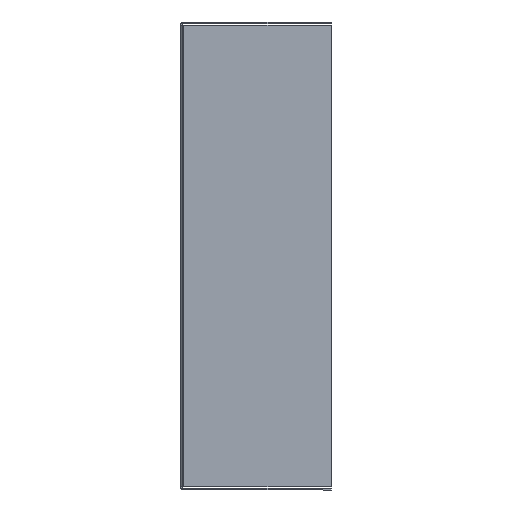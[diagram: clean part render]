
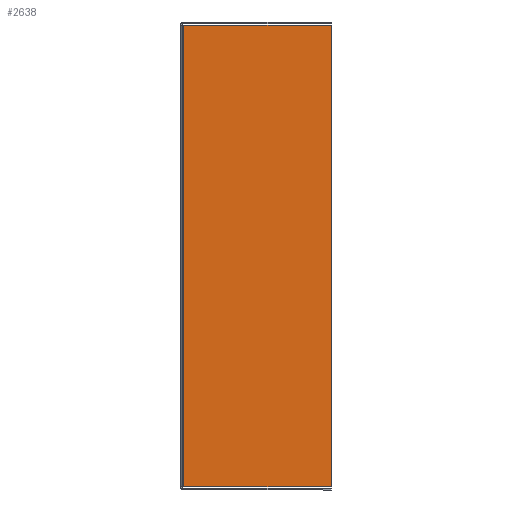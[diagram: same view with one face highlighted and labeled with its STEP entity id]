
A CAD part, left-side view. The second image highlights one B-rep face of the part: STEP entity #2638.
In plain terms, the highlighted planar face has unit normal (-1, 0, 0).
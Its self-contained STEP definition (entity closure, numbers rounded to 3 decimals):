
#70 = ORIENTED_EDGE ( 'NONE', *, *, #538, .F. ) ;
#158 = ORIENTED_EDGE ( 'NONE', *, *, #2381, .F. ) ;
#186 = CARTESIAN_POINT ( 'NONE',  ( -211.237, -1., 139.25 ) ) ;
#196 = CARTESIAN_POINT ( 'NONE',  ( -211.237, -91., -139.25 ) ) ;
#315 = CARTESIAN_POINT ( 'NONE',  ( -211.237, -1.737, 139.25 ) ) ;
#397 = ORIENTED_EDGE ( 'NONE', *, *, #3415, .F. ) ;
#538 = EDGE_CURVE ( 'NONE', #4111, #2096, #1265, .T. ) ;
#581 = LINE ( 'NONE', #196, #4989 ) ;
#687 = VECTOR ( 'NONE', #4427, 1000. ) ;
#822 = CARTESIAN_POINT ( 'NONE',  ( -211.237, -1.737, 139.25 ) ) ;
#1105 = AXIS2_PLACEMENT_3D ( 'NONE', #3217, #4790, #2825 ) ;
#1263 = CARTESIAN_POINT ( 'NONE',  ( -211.237, -91., -139.25 ) ) ;
#1265 = LINE ( 'NONE', #822, #687 ) ;
#1278 = PLANE ( 'NONE',  #1105 ) ;
#1453 = EDGE_CURVE ( 'NONE', #2096, #4080, #4922, .T. ) ;
#1641 = FACE_OUTER_BOUND ( 'NONE', #3083, .T. ) ;
#1768 = DIRECTION ( 'NONE',  ( 0., -1., 0. ) ) ;
#2052 = CARTESIAN_POINT ( 'NONE',  ( -211.237, -1.737, -139.25 ) ) ;
#2096 = VERTEX_POINT ( 'NONE', #315 ) ;
#2381 = EDGE_CURVE ( 'NONE', #4562, #4111, #581, .T. ) ;
#2500 = ORIENTED_EDGE ( 'NONE', *, *, #1453, .F. ) ;
#2514 = VECTOR ( 'NONE', #4343, 1000. ) ;
#2638 = ADVANCED_FACE ( 'NONE', ( #1641 ), #1278, .F. ) ;
#2794 = CARTESIAN_POINT ( 'NONE',  ( -211.237, -91., 139.25 ) ) ;
#2825 = DIRECTION ( 'NONE',  ( 0., 1., 0. ) ) ;
#2908 = VECTOR ( 'NONE', #1768, 1000. ) ;
#3083 = EDGE_LOOP ( 'NONE', ( #70, #158, #397, #2500 ) ) ;
#3217 = CARTESIAN_POINT ( 'NONE',  ( -211.237, 0., 0. ) ) ;
#3415 = EDGE_CURVE ( 'NONE', #4080, #4562, #3536, .T. ) ;
#3536 = LINE ( 'NONE', #4755, #2514 ) ;
#4080 = VERTEX_POINT ( 'NONE', #2794 ) ;
#4111 = VERTEX_POINT ( 'NONE', #2052 ) ;
#4343 = DIRECTION ( 'NONE',  ( 0., 0., -1. ) ) ;
#4427 = DIRECTION ( 'NONE',  ( 0., 0., 1. ) ) ;
#4562 = VERTEX_POINT ( 'NONE', #1263 ) ;
#4715 = DIRECTION ( 'NONE',  ( 0., 1., 0. ) ) ;
#4755 = CARTESIAN_POINT ( 'NONE',  ( -211.237, -91., 139.25 ) ) ;
#4790 = DIRECTION ( 'NONE',  ( 1., 0., 0. ) ) ;
#4922 = LINE ( 'NONE', #186, #2908 ) ;
#4989 = VECTOR ( 'NONE', #4715, 1000. ) ;
